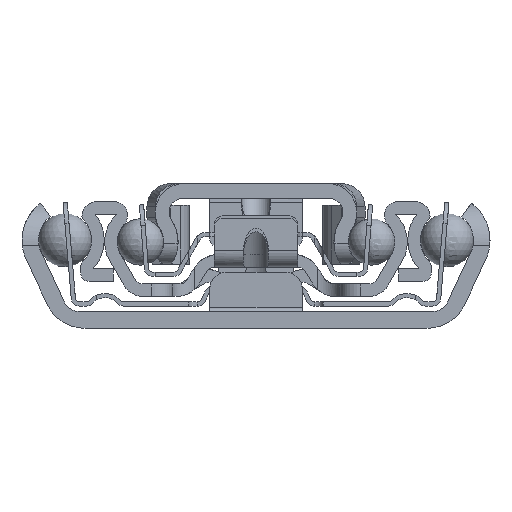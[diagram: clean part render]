
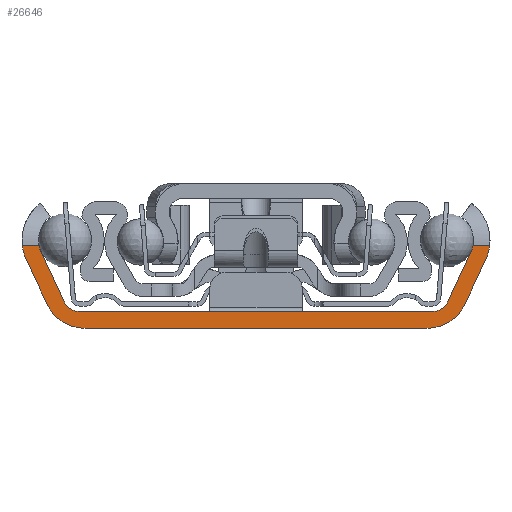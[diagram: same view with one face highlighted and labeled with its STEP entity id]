
A CAD part, left-side view. The second image highlights one B-rep face of the part: STEP entity #26646.
In plain terms, the highlighted planar face has unit normal (-1, 0, 0).
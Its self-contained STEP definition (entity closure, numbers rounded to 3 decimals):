
#476=PLANE('',#28514);
#1504=FACE_OUTER_BOUND('',#2914,.T.);
#2914=EDGE_LOOP('',(#18393,#18394,#18395,#18396,#18397,#18398,#18399,#18400,
#18401,#18402,#18403,#18404,#18405,#18406,#18407,#18408));
#4314=LINE('',#39626,#6815);
#4467=LINE('',#40912,#6968);
#4468=LINE('',#40927,#6969);
#4473=LINE('',#40940,#6974);
#4475=LINE('',#40947,#6976);
#4478=LINE('',#40956,#6979);
#4480=LINE('',#40963,#6981);
#4483=LINE('',#40970,#6984);
#6815=VECTOR('',#31183,10.);
#6968=VECTOR('',#31800,10.);
#6969=VECTOR('',#31805,10.);
#6974=VECTOR('',#31822,10.);
#6976=VECTOR('',#31830,10.);
#6979=VECTOR('',#31843,10.);
#6981=VECTOR('',#31851,10.);
#6984=VECTOR('',#31860,10.);
#9426=CIRCLE('',#28479,5.475);
#9435=CIRCLE('',#28490,3.5);
#9436=CIRCLE('',#28498,5.);
#9437=CIRCLE('',#28501,3.5);
#9438=CIRCLE('',#28504,2.);
#9439=CIRCLE('',#28506,2.);
#9440=CIRCLE('',#28509,5.475);
#9441=CIRCLE('',#28512,5.);
#10728=VERTEX_POINT('',#39624);
#10729=VERTEX_POINT('',#39625);
#10939=VERTEX_POINT('',#40836);
#10940=VERTEX_POINT('',#40851);
#10952=VERTEX_POINT('',#40881);
#10953=VERTEX_POINT('',#40892);
#10954=VERTEX_POINT('',#40896);
#10956=VERTEX_POINT('',#40915);
#10958=VERTEX_POINT('',#40934);
#10959=VERTEX_POINT('',#40935);
#10960=VERTEX_POINT('',#40942);
#10961=VERTEX_POINT('',#40946);
#10962=VERTEX_POINT('',#40952);
#10963=VERTEX_POINT('',#40958);
#10964=VERTEX_POINT('',#40962);
#10965=VERTEX_POINT('',#40966);
#13491=EDGE_CURVE('',#10728,#10729,#4314,.T.);
#13812=EDGE_CURVE('',#10939,#10940,#9426,.T.);
#13829=EDGE_CURVE('',#10952,#10953,#9435,.T.);
#13832=EDGE_CURVE('',#10954,#10952,#4467,.T.);
#13835=EDGE_CURVE('',#10956,#10939,#4468,.T.);
#13839=EDGE_CURVE('',#10958,#10959,#9436,.T.);
#13842=EDGE_CURVE('',#10940,#10958,#4473,.T.);
#13844=EDGE_CURVE('',#10960,#10956,#9437,.T.);
#13845=EDGE_CURVE('',#10961,#10960,#4475,.T.);
#13847=EDGE_CURVE('',#10729,#10961,#9438,.T.);
#13848=EDGE_CURVE('',#10962,#10728,#9439,.T.);
#13850=EDGE_CURVE('',#10953,#10962,#4478,.T.);
#13852=EDGE_CURVE('',#10963,#10954,#9440,.T.);
#13853=EDGE_CURVE('',#10964,#10963,#4480,.T.);
#13855=EDGE_CURVE('',#10965,#10964,#9441,.T.);
#13857=EDGE_CURVE('',#10959,#10965,#4483,.T.);
#18393=ORIENTED_EDGE('',*,*,#13835,.F.);
#18394=ORIENTED_EDGE('',*,*,#13844,.F.);
#18395=ORIENTED_EDGE('',*,*,#13845,.F.);
#18396=ORIENTED_EDGE('',*,*,#13847,.F.);
#18397=ORIENTED_EDGE('',*,*,#13491,.F.);
#18398=ORIENTED_EDGE('',*,*,#13848,.F.);
#18399=ORIENTED_EDGE('',*,*,#13850,.F.);
#18400=ORIENTED_EDGE('',*,*,#13829,.F.);
#18401=ORIENTED_EDGE('',*,*,#13832,.F.);
#18402=ORIENTED_EDGE('',*,*,#13852,.F.);
#18403=ORIENTED_EDGE('',*,*,#13853,.F.);
#18404=ORIENTED_EDGE('',*,*,#13855,.F.);
#18405=ORIENTED_EDGE('',*,*,#13857,.F.);
#18406=ORIENTED_EDGE('',*,*,#13839,.F.);
#18407=ORIENTED_EDGE('',*,*,#13842,.F.);
#18408=ORIENTED_EDGE('',*,*,#13812,.F.);
#26646=ADVANCED_FACE('',(#1504),#476,.F.);
#28479=AXIS2_PLACEMENT_3D('',#40852,#31766,#31767);
#28490=AXIS2_PLACEMENT_3D('',#40893,#31795,#31796);
#28498=AXIS2_PLACEMENT_3D('',#40936,#31816,#31817);
#28501=AXIS2_PLACEMENT_3D('',#40944,#31826,#31827);
#28504=AXIS2_PLACEMENT_3D('',#40950,#31834,#31835);
#28506=AXIS2_PLACEMENT_3D('',#40953,#31838,#31839);
#28509=AXIS2_PLACEMENT_3D('',#40960,#31847,#31848);
#28512=AXIS2_PLACEMENT_3D('',#40967,#31855,#31856);
#28514=AXIS2_PLACEMENT_3D('',#40971,#31861,#31862);
#31183=DIRECTION('',(0.,-1.,0.));
#31766=DIRECTION('center_axis',(1.,0.,0.));
#31767=DIRECTION('ref_axis',(0.,-0.595,0.804));
#31795=DIRECTION('center_axis',(-1.,0.,0.));
#31796=DIRECTION('ref_axis',(0.,-0.906,0.423));
#31800=DIRECTION('',(0.,-1.,0.));
#31805=DIRECTION('',(0.,-1.,0.));
#31816=DIRECTION('center_axis',(1.,0.,0.));
#31817=DIRECTION('ref_axis',(0.,-0.906,-0.423));
#31822=DIRECTION('',(0.,0.423,-0.906));
#31826=DIRECTION('center_axis',(-1.,0.,0.));
#31827=DIRECTION('ref_axis',(0.,0.593,-0.805));
#31830=DIRECTION('',(0.,-0.423,0.906));
#31834=DIRECTION('center_axis',(-1.,0.,0.));
#31835=DIRECTION('ref_axis',(0.,0.906,0.423));
#31838=DIRECTION('center_axis',(-1.,0.,0.));
#31839=DIRECTION('ref_axis',(0.,0.,1.));
#31843=DIRECTION('',(0.,-0.423,-0.906));
#31847=DIRECTION('center_axis',(1.,0.,0.));
#31848=DIRECTION('ref_axis',(0.,0.906,-0.423));
#31851=DIRECTION('',(0.,0.423,0.906));
#31855=DIRECTION('center_axis',(1.,0.,0.));
#31856=DIRECTION('ref_axis',(0.,0.,-1.));
#31860=DIRECTION('',(0.,1.,0.));
#31861=DIRECTION('center_axis',(1.,0.,0.));
#31862=DIRECTION('ref_axis',(0.,0.,-1.));
#39624=CARTESIAN_POINT('',(0.,21.049,2.));
#39625=CARTESIAN_POINT('',(0.,-21.049,2.));
#39626=CARTESIAN_POINT('',(0.,21.049,2.));
#40836=CARTESIAN_POINT('',(0.,-27.867,9.9));
#40851=CARTESIAN_POINT('',(0.,-27.387,8.186));
#40852=CARTESIAN_POINT('Origin',(0.,-22.425,10.5));
#40881=CARTESIAN_POINT('',(0.,25.873,9.9));
#40892=CARTESIAN_POINT('',(0.,25.597,9.021));
#40893=CARTESIAN_POINT('Origin',(0.,22.425,10.5));
#40896=CARTESIAN_POINT('',(0.,27.867,9.9));
#40912=CARTESIAN_POINT('',(0.,0.,9.9));
#40915=CARTESIAN_POINT('',(0.,-25.873,9.9));
#40927=CARTESIAN_POINT('',(0.,0.,9.9));
#40934=CARTESIAN_POINT('',(0.,-24.916,2.887));
#40935=CARTESIAN_POINT('',(0.,-20.384,0.));
#40936=CARTESIAN_POINT('Origin',(0.,-20.384,5.));
#40940=CARTESIAN_POINT('',(0.,-27.387,8.186));
#40942=CARTESIAN_POINT('',(0.,-25.597,9.021));
#40944=CARTESIAN_POINT('Origin',(0.,-22.425,10.5));
#40946=CARTESIAN_POINT('',(0.,-22.862,3.155));
#40947=CARTESIAN_POINT('',(0.,-22.862,3.155));
#40950=CARTESIAN_POINT('Origin',(0.,-21.049,4.));
#40952=CARTESIAN_POINT('',(0.,22.862,3.155));
#40953=CARTESIAN_POINT('Origin',(0.,21.049,4.));
#40956=CARTESIAN_POINT('',(0.,25.597,9.021));
#40958=CARTESIAN_POINT('',(0.,27.387,8.186));
#40960=CARTESIAN_POINT('Origin',(0.,22.425,10.5));
#40962=CARTESIAN_POINT('',(0.,24.916,2.887));
#40963=CARTESIAN_POINT('',(0.,24.916,2.887));
#40966=CARTESIAN_POINT('',(0.,20.384,0.));
#40967=CARTESIAN_POINT('Origin',(0.,20.384,5.));
#40970=CARTESIAN_POINT('',(0.,0.,0.));
#40971=CARTESIAN_POINT('Origin',(0.,0.,3.622));
